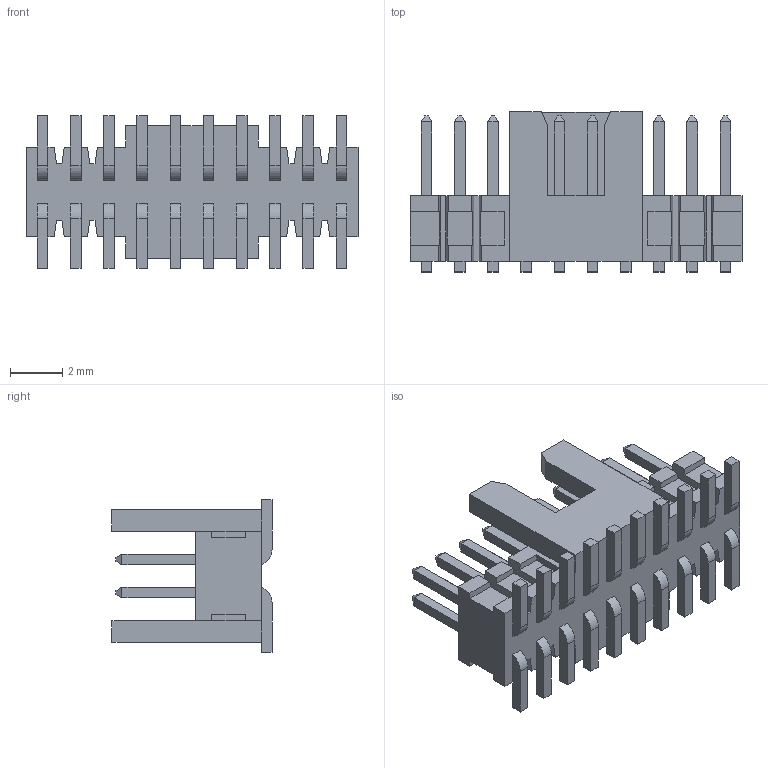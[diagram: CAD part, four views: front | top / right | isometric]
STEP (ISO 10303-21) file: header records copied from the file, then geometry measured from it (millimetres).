
FILE_DESCRIPTION (( 'STEP AP203' ), '1' );
FILE_NAME ('FTSH-110-01-X-DV-K.step', '2013-04-05T15:33:43', ( 'Test' ), ( 'SAMTEC' ), 'SwSTEP 2.0', 'SolidWorks 2012', '' );
FILE_SCHEMA (( 'CONFIG_CONTROL_DESIGN' ));
Length unit declared in the file: inch
Products named in the file (1): FTSH-110-01-X-DV-K
Bounding box: 12.7 x 6.12 x 5.84 mm (x, y, z)
Volume: 161.5 mm3; surface area: 431.8 mm2
Topology: 1 solids, 1 shells, 404 faces, 1022 edges, 640 vertices
Faces by surface type: plane 384, cylinder 20
Entity records: 11833 total; most frequent: CARTESIAN_POINT 2067, ORIENTED_EDGE 2044, DIRECTION 1872, EDGE_CURVE 1022, LINE 982, VECTOR 982, VERTEX_POINT 640, AXIS2_PLACEMENT_3D 445
